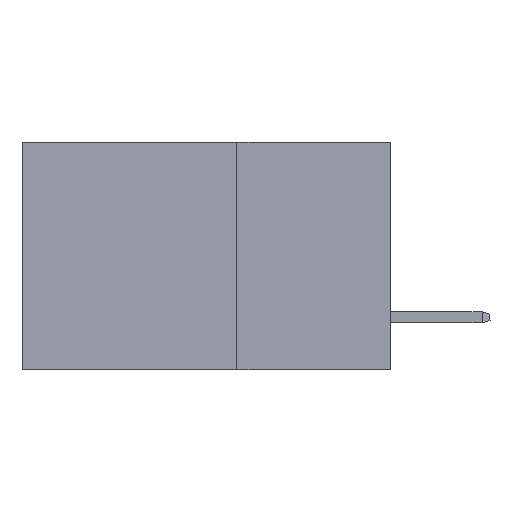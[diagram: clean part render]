
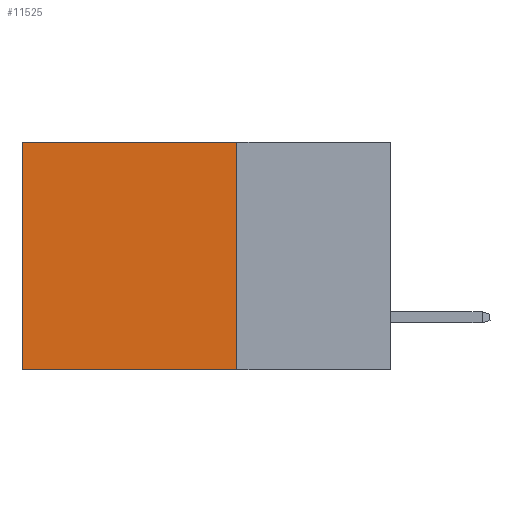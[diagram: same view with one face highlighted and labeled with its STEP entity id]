
A CAD part, left-side view. The second image highlights one B-rep face of the part: STEP entity #11525.
In plain terms, the highlighted planar face has unit normal (-1, 0, 0).
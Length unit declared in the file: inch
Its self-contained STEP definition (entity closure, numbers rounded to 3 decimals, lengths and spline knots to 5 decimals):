
#1220 = CARTESIAN_POINT ( 'NONE',  ( 0.2875, 0.6, -0.37 ) ) ;
#1461 = CARTESIAN_POINT ( 'NONE',  ( 0.2875, 0.25, 0. ) ) ;
#1519 = CARTESIAN_POINT ( 'NONE',  ( 0.2875, 0.6, 0. ) ) ;
#1987 = EDGE_CURVE ( 'NONE', #8410, #3005, #15079, .T. ) ;
#2136 = EDGE_LOOP ( 'NONE', ( #18992, #9135, #19816, #17558 ) ) ;
#3005 = VERTEX_POINT ( 'NONE', #1220 ) ;
#3119 = VERTEX_POINT ( 'NONE', #10077 ) ;
#3503 = CARTESIAN_POINT ( 'NONE',  ( 0.2875, 0.25, -0.37 ) ) ;
#3551 = DIRECTION ( 'NONE',  ( 0., 1., 0. ) ) ;
#4858 = DIRECTION ( 'NONE',  ( 0., 0., -1. ) ) ;
#4870 = AXIS2_PLACEMENT_3D ( 'NONE', #11683, #15020, #4858 ) ;
#6589 = DIRECTION ( 'NONE',  ( 0., 0., -1. ) ) ;
#7328 = CARTESIAN_POINT ( 'NONE',  ( 0.2875, 0.25, -0.37 ) ) ;
#7443 = EDGE_CURVE ( 'NONE', #3119, #8410, #12606, .T. ) ;
#8410 = VERTEX_POINT ( 'NONE', #7328 ) ;
#9135 = ORIENTED_EDGE ( 'NONE', *, *, #1987, .F. ) ;
#9672 = DIRECTION ( 'NONE',  ( 0., 1., 0. ) ) ;
#10009 = VECTOR ( 'NONE', #6589, 39.37008 ) ;
#10077 = CARTESIAN_POINT ( 'NONE',  ( 0.2875, 0.25, 0. ) ) ;
#10679 = VECTOR ( 'NONE', #3551, 39.37008 ) ;
#11525 = ADVANCED_FACE ( 'NONE', ( #16150 ), #18202, .F. ) ;
#11683 = CARTESIAN_POINT ( 'NONE',  ( 0.2875, 0.25, 0. ) ) ;
#12101 = VECTOR ( 'NONE', #15063, 39.37008 ) ;
#12606 = LINE ( 'NONE', #1461, #12101 ) ;
#13651 = CARTESIAN_POINT ( 'NONE',  ( 0.2875, 0.6, 0. ) ) ;
#15020 = DIRECTION ( 'NONE',  ( 1., 0., 0. ) ) ;
#15063 = DIRECTION ( 'NONE',  ( 0., 0., -1. ) ) ;
#15079 = LINE ( 'NONE', #3503, #10679 ) ;
#15514 = LINE ( 'NONE', #1519, #10009 ) ;
#15849 = LINE ( 'NONE', #17978, #19705 ) ;
#16033 = VERTEX_POINT ( 'NONE', #13651 ) ;
#16150 = FACE_OUTER_BOUND ( 'NONE', #2136, .T. ) ;
#17558 = ORIENTED_EDGE ( 'NONE', *, *, #21779, .T. ) ;
#17978 = CARTESIAN_POINT ( 'NONE',  ( 0.2875, 0.25, 0. ) ) ;
#18202 = PLANE ( 'NONE',  #4870 ) ;
#18992 = ORIENTED_EDGE ( 'NONE', *, *, #19405, .T. ) ;
#19405 = EDGE_CURVE ( 'NONE', #16033, #3005, #15514, .T. ) ;
#19705 = VECTOR ( 'NONE', #9672, 39.37008 ) ;
#19816 = ORIENTED_EDGE ( 'NONE', *, *, #7443, .F. ) ;
#21779 = EDGE_CURVE ( 'NONE', #3119, #16033, #15849, .T. ) ;
